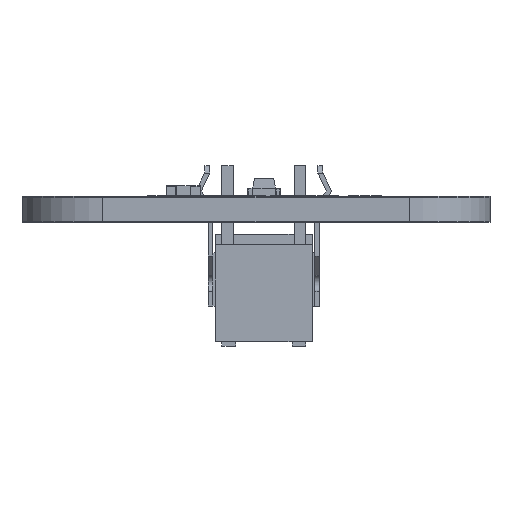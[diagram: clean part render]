
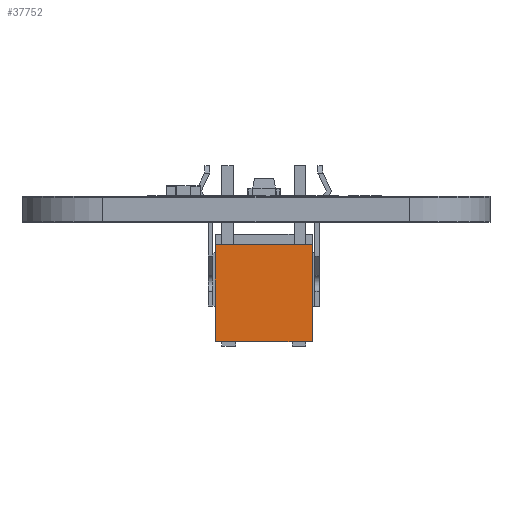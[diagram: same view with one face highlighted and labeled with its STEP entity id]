
A CAD part, front view. The second image highlights one B-rep face of the part: STEP entity #37752.
In plain terms, the highlighted planar face has unit normal (0, -1, 0).
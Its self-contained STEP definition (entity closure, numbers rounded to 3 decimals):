
#961=PLANE('',#40365);
#2739=FACE_OUTER_BOUND('',#4937,.T.);
#4937=EDGE_LOOP('',(#27305,#27306,#27307,#27308));
#7313=LINE('',#54553,#11901);
#7326=LINE('',#54579,#11914);
#7390=LINE('',#54734,#11978);
#7399=LINE('',#54752,#11987);
#11901=VECTOR('',#44108,6.);
#11914=VECTOR('',#44129,6.);
#11978=VECTOR('',#44279,6.);
#11987=VECTOR('',#44290,6.);
#17398=VERTEX_POINT('',#54550);
#17399=VERTEX_POINT('',#54552);
#17407=VERTEX_POINT('',#54576);
#17408=VERTEX_POINT('',#54578);
#21168=EDGE_CURVE('',#17398,#17399,#7313,.T.);
#21181=EDGE_CURVE('',#17407,#17408,#7326,.T.);
#21259=EDGE_CURVE('',#17408,#17398,#7390,.T.);
#21268=EDGE_CURVE('',#17399,#17407,#7399,.T.);
#27305=ORIENTED_EDGE('',*,*,#21268,.F.);
#27306=ORIENTED_EDGE('',*,*,#21168,.F.);
#27307=ORIENTED_EDGE('',*,*,#21259,.F.);
#27308=ORIENTED_EDGE('',*,*,#21181,.F.);
#37752=ADVANCED_FACE('',(#2739),#961,.F.);
#40365=AXIS2_PLACEMENT_3D('',#54751,#44288,#44289);
#44108=DIRECTION('',(0.,0.,1.));
#44129=DIRECTION('',(0.,0.,-1.));
#44279=DIRECTION('',(-1.,0.,0.));
#44288=DIRECTION('center_axis',(0.,1.,0.));
#44289=DIRECTION('ref_axis',(0.,0.,1.));
#44290=DIRECTION('',(1.,0.,0.));
#54550=CARTESIAN_POINT('',(-2.983,-0.913,1.4));
#54552=CARTESIAN_POINT('',(-2.983,-0.913,7.4));
#54553=CARTESIAN_POINT('',(-2.983,-0.913,1.4));
#54576=CARTESIAN_POINT('',(3.017,-0.913,7.4));
#54578=CARTESIAN_POINT('',(3.017,-0.913,1.4));
#54579=CARTESIAN_POINT('',(3.017,-0.913,7.4));
#54734=CARTESIAN_POINT('',(3.017,-0.913,1.4));
#54751=CARTESIAN_POINT('Origin',(0.017,-0.913,4.));
#54752=CARTESIAN_POINT('',(-2.983,-0.913,7.4));
